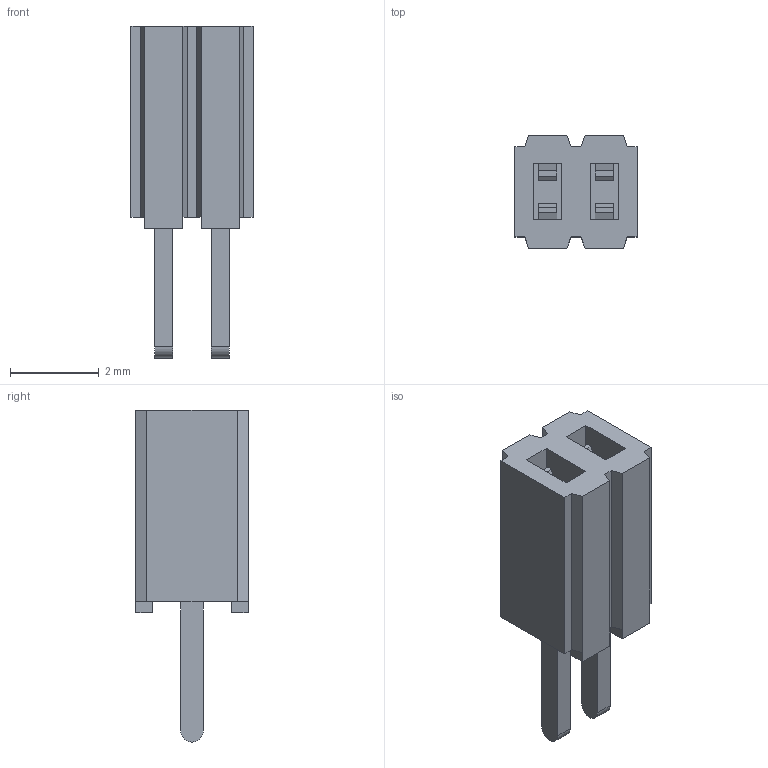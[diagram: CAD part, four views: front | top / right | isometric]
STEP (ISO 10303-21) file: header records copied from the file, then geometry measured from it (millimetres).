
FILE_DESCRIPTION(('FreeCAD Model'),'2;1');
FILE_NAME('Open CASCADE Shape Model','2025-01-06T12:13:52',(''),(''), 'Open CASCADE STEP processor 7.8','FreeCAD','Unknown');
FILE_SCHEMA(('AUTOMOTIVE_DESIGN { 1 0 10303 214 1 1 1 1 }'));
Length unit declared in the file: millimetre
Products named in the file (2): C-29-01-02-S; SLM-102-01-S_socket
Bounding box: 2.77 x 2.54 x 7.49 mm (x, y, z)
Volume: 26.1 mm3; surface area: 129.3 mm2
Topology: 2 solids, 2 shells, 88 faces, 232 edges, 152 vertices
Faces by surface type: plane 86, cylinder 2
Entity records: 2696 total; most frequent: CARTESIAN_POINT 473, ORIENTED_EDGE 464, DIRECTION 414, EDGE_CURVE 232, LINE 228, VECTOR 228, VERTEX_POINT 152, AXIS2_PLACEMENT_3D 93
